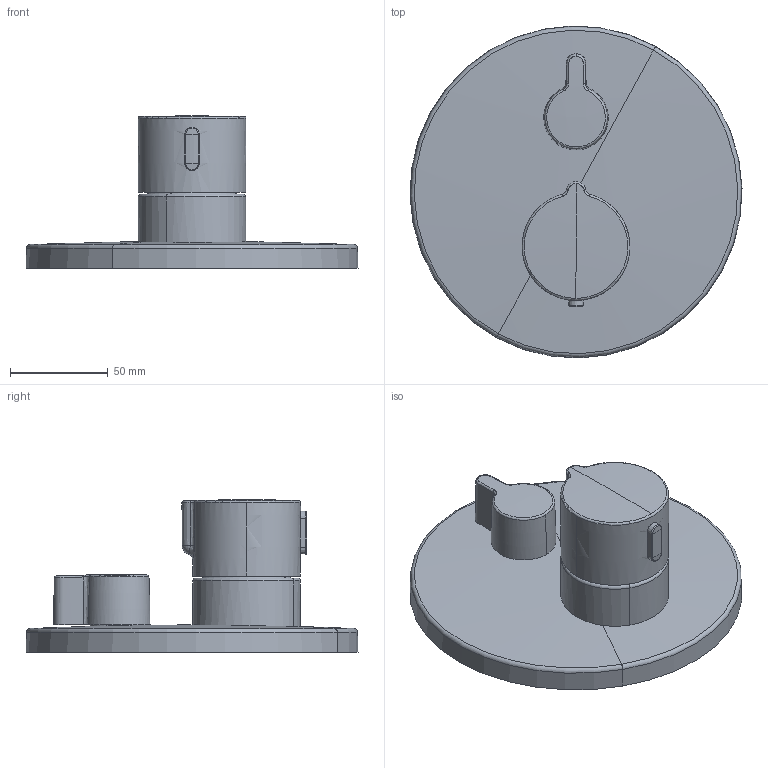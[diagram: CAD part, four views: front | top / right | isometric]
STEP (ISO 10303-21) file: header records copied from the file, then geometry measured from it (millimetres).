
FILE_DESCRIPTION (( 'STEP AP203' ), '1' );
FILE_NAME ('8861904533(2023).STEP', '2023-05-29T09:34:41', ( '' ), ( '' ), 'SwSTEP 2.0', 'SolidWorks 2016', '' );
FILE_SCHEMA (( 'CONFIG_CONTROL_DESIGN' ));
Length unit declared in the file: millimetre
Products named in the file (1): 8861904533(2023)
Bounding box: 169.98 x 169.98 x 78.08 mm (x, y, z)
Volume: 474206.3 mm3; surface area: 68243.8 mm2
Topology: 1 solids, 1 shells, 56 faces, 140 edges, 91 vertices
Faces by surface type: torus 16, bspline 16, cylinder 7, plane 6, sphere 6, cone 5
Entity records: 3639 total; most frequent: CARTESIAN_POINT 2380, ORIENTED_EDGE 280, DIRECTION 206, EDGE_CURVE 140, AXIS2_PLACEMENT_3D 96, VERTEX_POINT 91, EDGE_LOOP 61, B_SPLINE_CURVE_WITH_KNOTS 61
